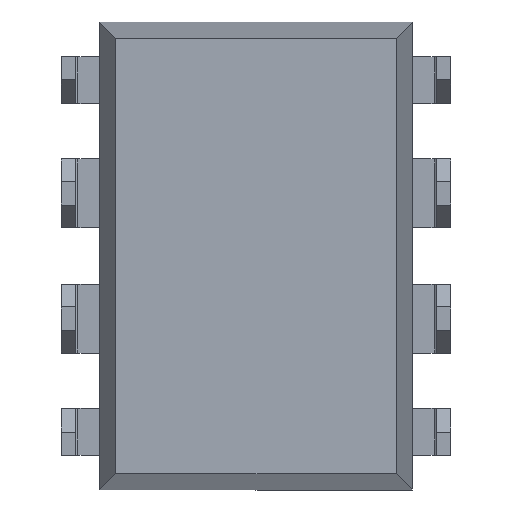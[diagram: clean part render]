
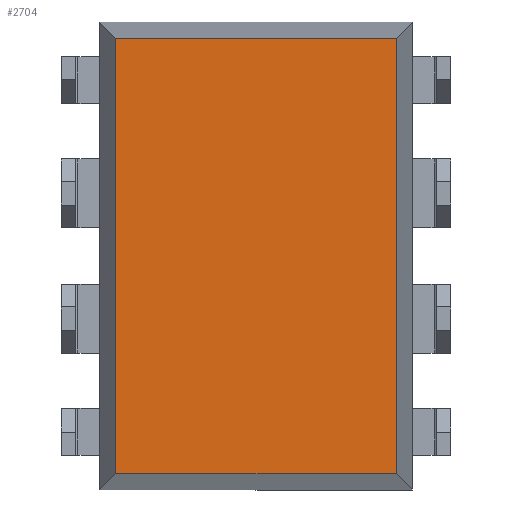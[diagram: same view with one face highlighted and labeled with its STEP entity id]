
A CAD part, front view. The second image highlights one B-rep face of the part: STEP entity #2704.
In plain terms, the highlighted planar face has unit normal (0, -1, 0).
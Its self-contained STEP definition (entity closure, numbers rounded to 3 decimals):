
#82 = LINE ( 'NONE', #3528, #3628 ) ;
#130 = CARTESIAN_POINT ( 'NONE',  ( 2.843, 1.02, 4.418 ) ) ;
#247 = CARTESIAN_POINT ( 'NONE',  ( 2.843, 1.02, -4.75 ) ) ;
#355 = EDGE_LOOP ( 'NONE', ( #1213, #2311, #3660, #1801 ) ) ;
#475 = EDGE_CURVE ( 'NONE', #2543, #1475, #1991, .T. ) ;
#1051 = EDGE_CURVE ( 'NONE', #1125, #2543, #2563, .T. ) ;
#1125 = VERTEX_POINT ( 'NONE', #1979 ) ;
#1213 = ORIENTED_EDGE ( 'NONE', *, *, #2670, .T. ) ;
#1305 = VECTOR ( 'NONE', #1654, 1000. ) ;
#1475 = VERTEX_POINT ( 'NONE', #3614 ) ;
#1521 = AXIS2_PLACEMENT_3D ( 'NONE', #2100, #2399, #2726 ) ;
#1524 = VERTEX_POINT ( 'NONE', #2201 ) ;
#1594 = CARTESIAN_POINT ( 'NONE',  ( 3.175, 1.02, 4.418 ) ) ;
#1605 = DIRECTION ( 'NONE',  ( 0., 0., -1. ) ) ;
#1654 = DIRECTION ( 'NONE',  ( 0., 0., 1. ) ) ;
#1774 = CARTESIAN_POINT ( 'NONE',  ( -3.175, 1.02, -4.418 ) ) ;
#1801 = ORIENTED_EDGE ( 'NONE', *, *, #3309, .T. ) ;
#1837 = PLANE ( 'NONE',  #1521 ) ;
#1979 = CARTESIAN_POINT ( 'NONE',  ( 2.843, 1.02, -4.418 ) ) ;
#1991 = LINE ( 'NONE', #1594, #3285 ) ;
#2100 = CARTESIAN_POINT ( 'NONE',  ( 0., 1.02, 0. ) ) ;
#2178 = LINE ( 'NONE', #1774, #3442 ) ;
#2201 = CARTESIAN_POINT ( 'NONE',  ( -2.843, 1.02, -4.418 ) ) ;
#2311 = ORIENTED_EDGE ( 'NONE', *, *, #1051, .T. ) ;
#2371 = DIRECTION ( 'NONE',  ( 1., 0., 0. ) ) ;
#2399 = DIRECTION ( 'NONE',  ( 0., -1., 0. ) ) ;
#2436 = DIRECTION ( 'NONE',  ( -1., 0., 0. ) ) ;
#2543 = VERTEX_POINT ( 'NONE', #130 ) ;
#2563 = LINE ( 'NONE', #247, #1305 ) ;
#2670 = EDGE_CURVE ( 'NONE', #1524, #1125, #2178, .T. ) ;
#2704 = ADVANCED_FACE ( 'NONE', ( #3396 ), #1837, .T. ) ;
#2726 = DIRECTION ( 'NONE',  ( 0., 0., -1. ) ) ;
#3285 = VECTOR ( 'NONE', #2436, 1000. ) ;
#3309 = EDGE_CURVE ( 'NONE', #1475, #1524, #82, .T. ) ;
#3396 = FACE_OUTER_BOUND ( 'NONE', #355, .T. ) ;
#3442 = VECTOR ( 'NONE', #2371, 1000. ) ;
#3528 = CARTESIAN_POINT ( 'NONE',  ( -2.843, 1.02, 4.75 ) ) ;
#3614 = CARTESIAN_POINT ( 'NONE',  ( -2.843, 1.02, 4.418 ) ) ;
#3628 = VECTOR ( 'NONE', #1605, 1000. ) ;
#3660 = ORIENTED_EDGE ( 'NONE', *, *, #475, .T. ) ;
